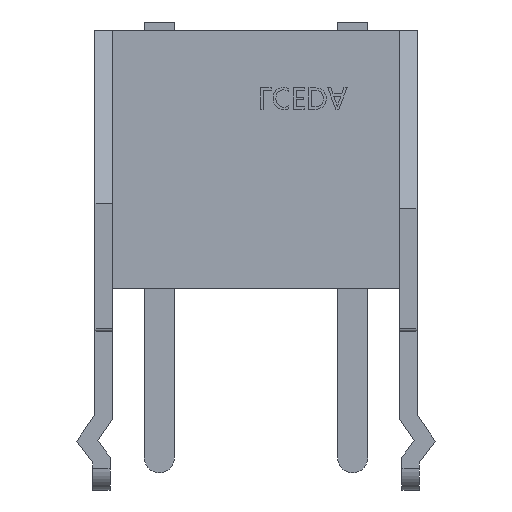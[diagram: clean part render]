
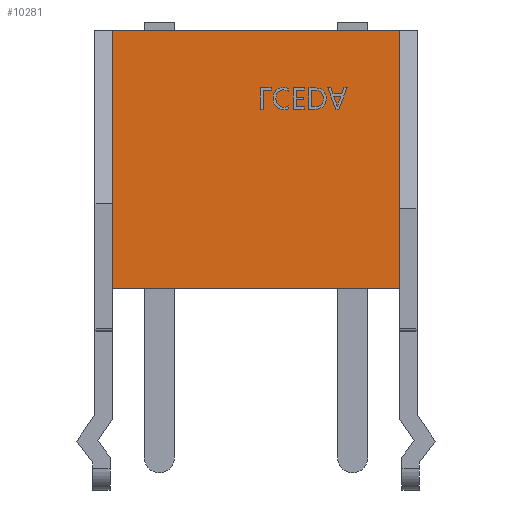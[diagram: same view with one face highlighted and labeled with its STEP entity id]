
A CAD part, front view. The second image highlights one B-rep face of the part: STEP entity #10281.
In plain terms, the highlighted planar face has unit normal (0, -1, 0).
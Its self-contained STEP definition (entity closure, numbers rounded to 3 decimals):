
#208 = CARTESIAN_POINT ( 'NONE',  ( 2.416, 0.377, 6. ) ) ;
#275 = AXIS2_PLACEMENT_3D ( 'NONE', #1752, #22528, #20771 ) ;
#329 = CARTESIAN_POINT ( 'NONE',  ( -4.284, 0.377, 0. ) ) ;
#591 = CARTESIAN_POINT ( 'NONE',  ( 2.416, 0.377, 0. ) ) ;
#974 = FACE_OUTER_BOUND ( 'NONE', #1665, .T. ) ;
#1191 = DIRECTION ( 'NONE',  ( 1., 0., 0. ) ) ;
#1665 = EDGE_LOOP ( 'NONE', ( #11540, #21420, #15335, #6700 ) ) ;
#1752 = CARTESIAN_POINT ( 'NONE',  ( 2.416, 0.377, 6. ) ) ;
#1892 = LINE ( 'NONE', #208, #13194 ) ;
#2310 = DIRECTION ( 'NONE',  ( 0., 0., -1. ) ) ;
#2557 = CARTESIAN_POINT ( 'NONE',  ( 2.416, 0.377, 0. ) ) ;
#2768 = CARTESIAN_POINT ( 'NONE',  ( 2.416, 0.377, 6. ) ) ;
#3503 = VERTEX_POINT ( 'NONE', #591 ) ;
#4790 = VECTOR ( 'NONE', #1191, 1000. ) ;
#4911 = EDGE_CURVE ( 'NONE', #10920, #3503, #13036, .T. ) ;
#5991 = VECTOR ( 'NONE', #2310, 1000. ) ;
#6700 = ORIENTED_EDGE ( 'NONE', *, *, #6881, .T. ) ;
#6881 = EDGE_CURVE ( 'NONE', #14735, #10920, #10865, .T. ) ;
#7897 = PLANE ( 'NONE',  #275 ) ;
#9033 = CARTESIAN_POINT ( 'NONE',  ( -4.284, 0.377, 6. ) ) ;
#9813 = VERTEX_POINT ( 'NONE', #12395 ) ;
#10281 = ADVANCED_FACE ( 'NONE', ( #974 ), #7897, .F. ) ;
#10865 = LINE ( 'NONE', #9033, #11548 ) ;
#10920 = VERTEX_POINT ( 'NONE', #329 ) ;
#11540 = ORIENTED_EDGE ( 'NONE', *, *, #4911, .T. ) ;
#11548 = VECTOR ( 'NONE', #12212, 1000. ) ;
#12212 = DIRECTION ( 'NONE',  ( 0., 0., -1. ) ) ;
#12395 = CARTESIAN_POINT ( 'NONE',  ( 2.416, 0.377, 6. ) ) ;
#13036 = LINE ( 'NONE', #2557, #4790 ) ;
#13105 = EDGE_CURVE ( 'NONE', #14735, #9813, #1892, .T. ) ;
#13194 = VECTOR ( 'NONE', #15680, 1000. ) ;
#14735 = VERTEX_POINT ( 'NONE', #19235 ) ;
#15335 = ORIENTED_EDGE ( 'NONE', *, *, #13105, .F. ) ;
#15680 = DIRECTION ( 'NONE',  ( 1., 0., 0. ) ) ;
#16567 = EDGE_CURVE ( 'NONE', #9813, #3503, #18051, .T. ) ;
#18051 = LINE ( 'NONE', #2768, #5991 ) ;
#19235 = CARTESIAN_POINT ( 'NONE',  ( -4.284, 0.377, 6. ) ) ;
#20771 = DIRECTION ( 'NONE',  ( 0., 0., -1. ) ) ;
#21420 = ORIENTED_EDGE ( 'NONE', *, *, #16567, .F. ) ;
#22528 = DIRECTION ( 'NONE',  ( 0., 1., 0. ) ) ;
